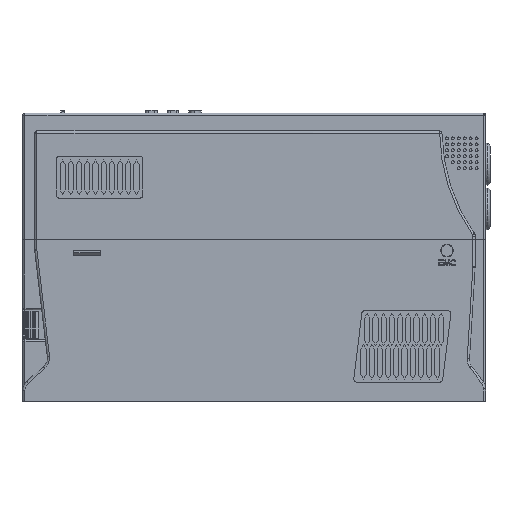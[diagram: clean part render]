
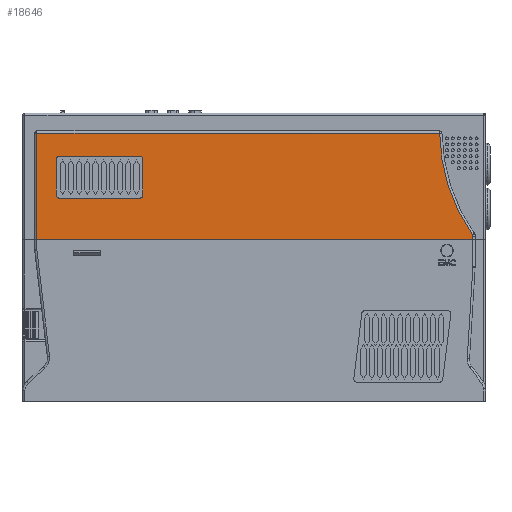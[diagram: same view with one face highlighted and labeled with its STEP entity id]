
A CAD part, front view. The second image highlights one B-rep face of the part: STEP entity #18646.
In plain terms, the highlighted planar face has unit normal (0, -1, 0).
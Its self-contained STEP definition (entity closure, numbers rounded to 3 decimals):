
#280 = LINE ( 'NONE', #7307, #75651 ) ;
#302 = CARTESIAN_POINT ( 'NONE',  ( -285.5, -85., 164.275 ) ) ;
#473 = CARTESIAN_POINT ( 'NONE',  ( 90.833, -85., 181.2 ) ) ;
#1091 = ORIENTED_EDGE ( 'NONE', *, *, #86978, .T. ) ;
#3489 = AXIS2_PLACEMENT_3D ( 'NONE', #80077, #50071, #72568 ) ;
#4451 = DIRECTION ( 'NONE',  ( 1., 0., 0. ) ) ;
#5431 = PLANE ( 'NONE',  #98136 ) ;
#5975 = DIRECTION ( 'NONE',  ( 0., -1., 0. ) ) ;
#6229 = EDGE_CURVE ( 'NONE', #27440, #35122, #58439, .T. ) ;
#7130 = ORIENTED_EDGE ( 'NONE', *, *, #6229, .T. ) ;
#7307 = CARTESIAN_POINT ( 'NONE',  ( -30.691, -85., 179.7 ) ) ;
#7522 = ORIENTED_EDGE ( 'NONE', *, *, #93525, .F. ) ;
#9144 = LINE ( 'NONE', #79181, #12176 ) ;
#10667 = CARTESIAN_POINT ( 'NONE',  ( -231.5, -85., 164.275 ) ) ;
#12176 = VECTOR ( 'NONE', #24640, 1000. ) ;
#12869 = CARTESIAN_POINT ( 'NONE',  ( -229.5, -85., 162.275 ) ) ;
#13088 = CARTESIAN_POINT ( 'NONE',  ( -8.5, -85., 110.703 ) ) ;
#13481 = LINE ( 'NONE', #97561, #19960 ) ;
#13997 = DIRECTION ( 'NONE',  ( -1., 0., -0.012 ) ) ;
#15152 = DIRECTION ( 'NONE',  ( 0., 0., -1. ) ) ;
#15301 = LINE ( 'NONE', #302, #57394 ) ;
#15679 = EDGE_CURVE ( 'NONE', #66175, #41843, #51484, .T. ) ;
#16124 = VECTOR ( 'NONE', #89738, 1000. ) ;
#16603 = ORIENTED_EDGE ( 'NONE', *, *, #39086, .F. ) ;
#18307 = VERTEX_POINT ( 'NONE', #10667 ) ;
#18646 = ADVANCED_FACE ( 'NONE', ( #88460, #64974 ), #5431, .F. ) ;
#19530 = CARTESIAN_POINT ( 'NONE',  ( -285.5, -85., 162.275 ) ) ;
#19960 = VECTOR ( 'NONE', #60025, 1000. ) ;
#20375 = CARTESIAN_POINT ( 'NONE',  ( -231.5, -85., 162.275 ) ) ;
#21081 = CARTESIAN_POINT ( 'NONE',  ( -8.5, -85., 108.6 ) ) ;
#21692 = CARTESIAN_POINT ( 'NONE',  ( -300.5, -85., 179.7 ) ) ;
#22384 = ORIENTED_EDGE ( 'NONE', *, *, #60478, .F. ) ;
#22549 = ORIENTED_EDGE ( 'NONE', *, *, #25057, .T. ) ;
#24640 = DIRECTION ( 'NONE',  ( -1., 0., 0. ) ) ;
#24991 = AXIS2_PLACEMENT_3D ( 'NONE', #61468, #5975, #52990 ) ;
#25057 = EDGE_CURVE ( 'NONE', #75169, #18307, #15301, .T. ) ;
#26375 = AXIS2_PLACEMENT_3D ( 'NONE', #473, #45548, #13997 ) ;
#27440 = VERTEX_POINT ( 'NONE', #75439 ) ;
#27966 = CIRCLE ( 'NONE', #26375, 121.533 ) ;
#28375 = VECTOR ( 'NONE', #90634, 1000. ) ;
#29382 = DIRECTION ( 'NONE',  ( 0., 0., -1. ) ) ;
#30837 = VERTEX_POINT ( 'NONE', #40854 ) ;
#35122 = VERTEX_POINT ( 'NONE', #67062 ) ;
#35162 = DIRECTION ( 'NONE',  ( 0.82, 0., 0.573 ) ) ;
#35338 = CARTESIAN_POINT ( 'NONE',  ( -8.771, -85., 111.563 ) ) ;
#37761 = CIRCLE ( 'NONE', #61702, 1.5 ) ;
#37889 = DIRECTION ( 'NONE',  ( -1., 0., 0. ) ) ;
#38882 = CARTESIAN_POINT ( 'NONE',  ( -231.5, -85., 136.213 ) ) ;
#39086 = EDGE_CURVE ( 'NONE', #43281, #35122, #45816, .T. ) ;
#40854 = CARTESIAN_POINT ( 'NONE',  ( -300.5, -85., 108.6 ) ) ;
#41297 = EDGE_CURVE ( 'NONE', #75169, #78418, #68406, .T. ) ;
#41843 = VERTEX_POINT ( 'NONE', #53340 ) ;
#42518 = DIRECTION ( 'NONE',  ( 0., 1., 0. ) ) ;
#42687 = ORIENTED_EDGE ( 'NONE', *, *, #15679, .F. ) ;
#43281 = VERTEX_POINT ( 'NONE', #38882 ) ;
#43952 = CIRCLE ( 'NONE', #83798, 2. ) ;
#45548 = DIRECTION ( 'NONE',  ( 0., -1., 0. ) ) ;
#45816 = CIRCLE ( 'NONE', #24991, 2. ) ;
#47264 = EDGE_CURVE ( 'NONE', #95433, #71355, #280, .T. ) ;
#49282 = ORIENTED_EDGE ( 'NONE', *, *, #50526, .F. ) ;
#49508 = CARTESIAN_POINT ( 'NONE',  ( -154.5, -85., 144.15 ) ) ;
#50071 = DIRECTION ( 'NONE',  ( 0., -1., 0. ) ) ;
#50526 = EDGE_CURVE ( 'NONE', #95433, #51256, #27966, .T. ) ;
#50913 = DIRECTION ( 'NONE',  ( 0., -1., 0. ) ) ;
#51256 = VERTEX_POINT ( 'NONE', #35338 ) ;
#51484 = CIRCLE ( 'NONE', #3489, 2. ) ;
#51637 = CARTESIAN_POINT ( 'NONE',  ( -10., -85., 110.703 ) ) ;
#51751 = LINE ( 'NONE', #74749, #16124 ) ;
#52443 = ORIENTED_EDGE ( 'NONE', *, *, #96133, .F. ) ;
#52990 = DIRECTION ( 'NONE',  ( 0., 0., -1. ) ) ;
#53232 = CARTESIAN_POINT ( 'NONE',  ( -287.5, -85., 162.275 ) ) ;
#53340 = CARTESIAN_POINT ( 'NONE',  ( -285.5, -85., 136.213 ) ) ;
#53888 = VERTEX_POINT ( 'NONE', #72914 ) ;
#56413 = VERTEX_POINT ( 'NONE', #13088 ) ;
#57394 = VECTOR ( 'NONE', #78329, 1000. ) ;
#58439 = LINE ( 'NONE', #12869, #97051 ) ;
#60025 = DIRECTION ( 'NONE',  ( 0., 0., 1. ) ) ;
#60373 = DIRECTION ( 'NONE',  ( 1., 0., 0. ) ) ;
#60478 = EDGE_CURVE ( 'NONE', #51256, #56413, #37761, .T. ) ;
#61026 = EDGE_LOOP ( 'NONE', ( #91222, #83685, #7522, #52443, #22384, #49282 ) ) ;
#61468 = CARTESIAN_POINT ( 'NONE',  ( -231.5, -85., 138.213 ) ) ;
#61702 = AXIS2_PLACEMENT_3D ( 'NONE', #51637, #81642, #35162 ) ;
#62059 = AXIS2_PLACEMENT_3D ( 'NONE', #19530, #71082, #73086 ) ;
#64049 = CARTESIAN_POINT ( 'NONE',  ( -30.691, -85., 179.7 ) ) ;
#64353 = CARTESIAN_POINT ( 'NONE',  ( -285.5, -85., 164.275 ) ) ;
#64974 = FACE_BOUND ( 'NONE', #83270, .T. ) ;
#66175 = VERTEX_POINT ( 'NONE', #69413 ) ;
#66989 = EDGE_CURVE ( 'NONE', #71355, #30837, #83692, .T. ) ;
#67062 = CARTESIAN_POINT ( 'NONE',  ( -229.5, -85., 138.213 ) ) ;
#68406 = CIRCLE ( 'NONE', #62059, 2. ) ;
#69413 = CARTESIAN_POINT ( 'NONE',  ( -287.5, -85., 138.213 ) ) ;
#70187 = EDGE_CURVE ( 'NONE', #27440, #18307, #43952, .T. ) ;
#70877 = EDGE_CURVE ( 'NONE', #66175, #78418, #13481, .T. ) ;
#71082 = DIRECTION ( 'NONE',  ( 0., -1., 0. ) ) ;
#71345 = ORIENTED_EDGE ( 'NONE', *, *, #70877, .T. ) ;
#71355 = VERTEX_POINT ( 'NONE', #87304 ) ;
#72568 = DIRECTION ( 'NONE',  ( -1., 0., 0. ) ) ;
#72914 = CARTESIAN_POINT ( 'NONE',  ( -8.5, -85., 108.6 ) ) ;
#73086 = DIRECTION ( 'NONE',  ( 0., 0., 1. ) ) ;
#74749 = CARTESIAN_POINT ( 'NONE',  ( -8.5, -85., 110.703 ) ) ;
#75169 = VERTEX_POINT ( 'NONE', #64353 ) ;
#75439 = CARTESIAN_POINT ( 'NONE',  ( -229.5, -85., 162.275 ) ) ;
#75651 = VECTOR ( 'NONE', #37889, 1000. ) ;
#78329 = DIRECTION ( 'NONE',  ( 1., 0., 0. ) ) ;
#78418 = VERTEX_POINT ( 'NONE', #53232 ) ;
#78964 = ORIENTED_EDGE ( 'NONE', *, *, #70187, .F. ) ;
#79181 = CARTESIAN_POINT ( 'NONE',  ( -231.5, -85., 136.213 ) ) ;
#80077 = CARTESIAN_POINT ( 'NONE',  ( -285.5, -85., 138.213 ) ) ;
#81642 = DIRECTION ( 'NONE',  ( 0., 1., 0. ) ) ;
#83270 = EDGE_LOOP ( 'NONE', ( #78964, #7130, #16603, #1091, #42687, #71345, #91060, #22549 ) ) ;
#83685 = ORIENTED_EDGE ( 'NONE', *, *, #66989, .T. ) ;
#83692 = LINE ( 'NONE', #21692, #89668 ) ;
#83798 = AXIS2_PLACEMENT_3D ( 'NONE', #20375, #50913, #60373 ) ;
#86978 = EDGE_CURVE ( 'NONE', #43281, #41843, #9144, .T. ) ;
#87304 = CARTESIAN_POINT ( 'NONE',  ( -300.5, -85., 179.7 ) ) ;
#88460 = FACE_OUTER_BOUND ( 'NONE', #61026, .T. ) ;
#89612 = LINE ( 'NONE', #21081, #28375 ) ;
#89668 = VECTOR ( 'NONE', #15152, 1000. ) ;
#89738 = DIRECTION ( 'NONE',  ( 0., 0., -1. ) ) ;
#90634 = DIRECTION ( 'NONE',  ( -1., 0., 0. ) ) ;
#91060 = ORIENTED_EDGE ( 'NONE', *, *, #41297, .F. ) ;
#91222 = ORIENTED_EDGE ( 'NONE', *, *, #47264, .T. ) ;
#93525 = EDGE_CURVE ( 'NONE', #53888, #30837, #89612, .T. ) ;
#95433 = VERTEX_POINT ( 'NONE', #64049 ) ;
#96133 = EDGE_CURVE ( 'NONE', #56413, #53888, #51751, .T. ) ;
#97051 = VECTOR ( 'NONE', #29382, 1000. ) ;
#97561 = CARTESIAN_POINT ( 'NONE',  ( -287.5, -85., 138.213 ) ) ;
#98136 = AXIS2_PLACEMENT_3D ( 'NONE', #49508, #42518, #4451 ) ;
